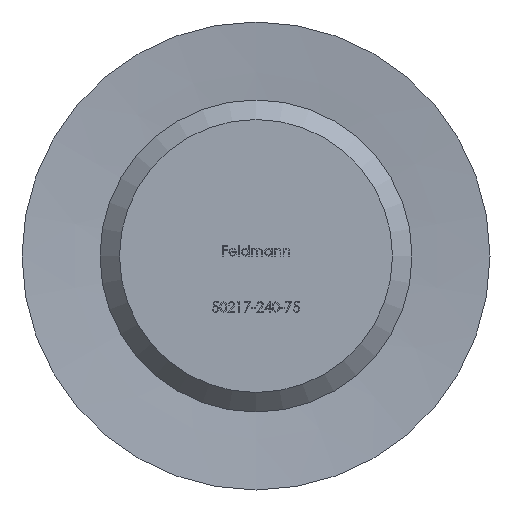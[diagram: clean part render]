
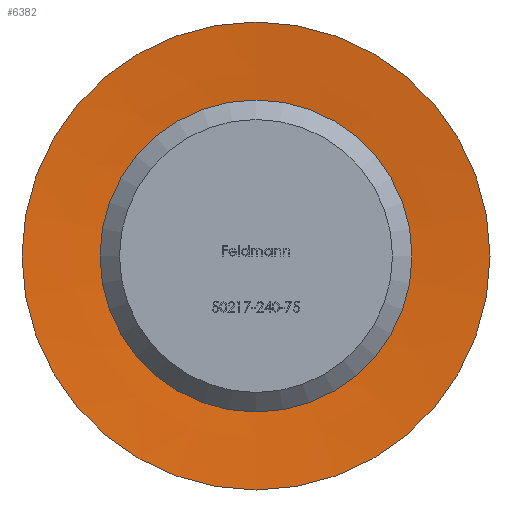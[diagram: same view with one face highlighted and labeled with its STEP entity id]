
A CAD part, front view. The second image highlights one B-rep face of the part: STEP entity #6382.
In plain terms, the highlighted conical face has half-angle 85 degrees and reference radius 3.424 mm.
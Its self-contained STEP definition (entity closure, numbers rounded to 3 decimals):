
#200 = EDGE_CURVE ( 'NONE', #7536, #7536, #11445, .T. ) ;
#1148 = DIRECTION ( 'NONE',  ( 0., 0., -1. ) ) ;
#1271 = AXIS2_PLACEMENT_3D ( 'NONE', #10047, #7098, #1148 ) ;
#1739 = DIRECTION ( 'NONE',  ( 0., -1., 0. ) ) ;
#2558 = VERTEX_POINT ( 'NONE', #4102 ) ;
#2774 = FACE_OUTER_BOUND ( 'NONE', #5287, .T. ) ;
#4102 = CARTESIAN_POINT ( 'NONE',  ( 0., 0., -6. ) ) ;
#4888 = ORIENTED_EDGE ( 'NONE', *, *, #9991, .T. ) ;
#5287 = EDGE_LOOP ( 'NONE', ( #4888 ) ) ;
#6272 = AXIS2_PLACEMENT_3D ( 'NONE', #12611, #1739, #11614 ) ;
#6382 = ADVANCED_FACE ( 'NONE', ( #2774, #10703 ), #9626, .F. ) ;
#6612 = ORIENTED_EDGE ( 'NONE', *, *, #200, .F. ) ;
#6666 = DIRECTION ( 'NONE',  ( 0., 0., -1. ) ) ;
#7098 = DIRECTION ( 'NONE',  ( 0., -1., 0. ) ) ;
#7233 = EDGE_LOOP ( 'NONE', ( #6612 ) ) ;
#7442 = CARTESIAN_POINT ( 'NONE',  ( 0., 0.225, 0. ) ) ;
#7536 = VERTEX_POINT ( 'NONE', #11955 ) ;
#9626 = CONICAL_SURFACE ( 'NONE', #12564, 3.424, 1.484 ) ;
#9640 = CIRCLE ( 'NONE', #6272, 6. ) ;
#9991 = EDGE_CURVE ( 'NONE', #2558, #2558, #9640, .T. ) ;
#10047 = CARTESIAN_POINT ( 'NONE',  ( 0., 0.225, 0. ) ) ;
#10446 = DIRECTION ( 'NONE',  ( 0., -1., 0. ) ) ;
#10703 = FACE_BOUND ( 'NONE', #7233, .T. ) ;
#11445 = CIRCLE ( 'NONE', #1271, 3.424 ) ;
#11614 = DIRECTION ( 'NONE',  ( 0., 0., -1. ) ) ;
#11955 = CARTESIAN_POINT ( 'NONE',  ( 0., 0.225, -3.424 ) ) ;
#12564 = AXIS2_PLACEMENT_3D ( 'NONE', #7442, #10446, #6666 ) ;
#12611 = CARTESIAN_POINT ( 'NONE',  ( 0., 0., 0. ) ) ;
